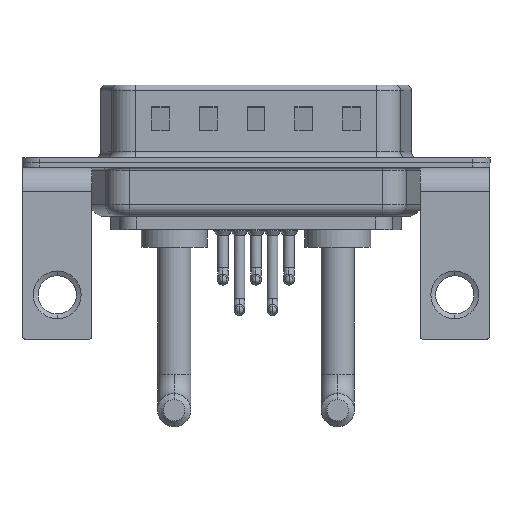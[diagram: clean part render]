
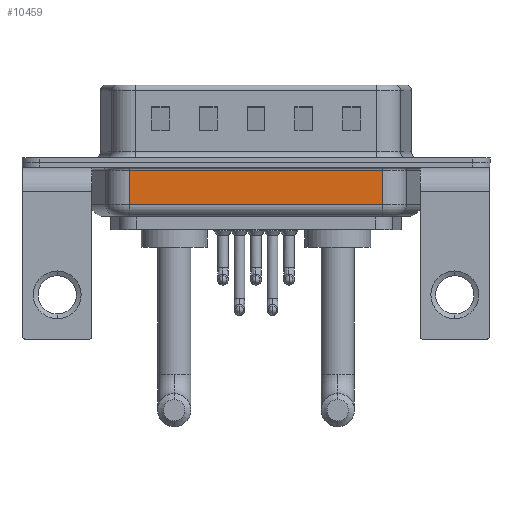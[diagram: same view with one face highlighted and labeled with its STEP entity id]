
A CAD part, front view. The second image highlights one B-rep face of the part: STEP entity #10459.
In plain terms, the highlighted planar face has unit normal (0, -1, 0).
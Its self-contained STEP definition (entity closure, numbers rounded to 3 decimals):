
#351 = CARTESIAN_POINT ( 'NONE',  ( 27.269, -5.35, -4.5 ) ) ;
#1342 = LINE ( 'NONE', #21078, #15341 ) ;
#2668 = FACE_OUTER_BOUND ( 'NONE', #18319, .T. ) ;
#3005 = ORIENTED_EDGE ( 'NONE', *, *, #19142, .F. ) ;
#3427 = ORIENTED_EDGE ( 'NONE', *, *, #7037, .T. ) ;
#4059 = EDGE_CURVE ( 'NONE', #15310, #14975, #14089, .T. ) ;
#4102 = DIRECTION ( 'NONE',  ( 0., 1., 0. ) ) ;
#4754 = VECTOR ( 'NONE', #16825, 1000. ) ;
#6055 = DIRECTION ( 'NONE',  ( -1., 0., 0. ) ) ;
#6945 = LINE ( 'NONE', #351, #4754 ) ;
#7037 = EDGE_CURVE ( 'NONE', #14975, #17208, #6945, .T. ) ;
#7482 = CARTESIAN_POINT ( 'NONE',  ( 6.031, -5.35, -4.5 ) ) ;
#7710 = PLANE ( 'NONE',  #17149 ) ;
#8479 = LINE ( 'NONE', #13332, #16651 ) ;
#8687 = EDGE_CURVE ( 'NONE', #17208, #18228, #1342, .T. ) ;
#9353 = DIRECTION ( 'NONE',  ( 0., 0., 1. ) ) ;
#9951 = VECTOR ( 'NONE', #14188, 1000. ) ;
#10459 = ADVANCED_FACE ( 'NONE', ( #2668 ), #7710, .F. ) ;
#12924 = ORIENTED_EDGE ( 'NONE', *, *, #8687, .T. ) ;
#13332 = CARTESIAN_POINT ( 'NONE',  ( 6.031, -5.35, -4.5 ) ) ;
#14089 = LINE ( 'NONE', #15832, #9951 ) ;
#14148 = CARTESIAN_POINT ( 'NONE',  ( 6.031, -5.35, -3.5 ) ) ;
#14188 = DIRECTION ( 'NONE',  ( 1., 0., 0. ) ) ;
#14506 = CARTESIAN_POINT ( 'NONE',  ( 27.269, -5.35, -3.5 ) ) ;
#14975 = VERTEX_POINT ( 'NONE', #14506 ) ;
#15188 = DIRECTION ( 'NONE',  ( 0., 0., 1. ) ) ;
#15310 = VERTEX_POINT ( 'NONE', #14148 ) ;
#15341 = VECTOR ( 'NONE', #6055, 1000. ) ;
#15755 = ORIENTED_EDGE ( 'NONE', *, *, #4059, .T. ) ;
#15832 = CARTESIAN_POINT ( 'NONE',  ( 6.031, -5.35, -3.5 ) ) ;
#16651 = VECTOR ( 'NONE', #15188, 1000. ) ;
#16825 = DIRECTION ( 'NONE',  ( 0., 0., 1. ) ) ;
#16948 = CARTESIAN_POINT ( 'NONE',  ( 27.269, -5.35, -0.65 ) ) ;
#17149 = AXIS2_PLACEMENT_3D ( 'NONE', #7482, #4102, #9353 ) ;
#17208 = VERTEX_POINT ( 'NONE', #16948 ) ;
#17228 = CARTESIAN_POINT ( 'NONE',  ( 6.031, -5.35, -0.65 ) ) ;
#18228 = VERTEX_POINT ( 'NONE', #17228 ) ;
#18319 = EDGE_LOOP ( 'NONE', ( #3005, #15755, #3427, #12924 ) ) ;
#19142 = EDGE_CURVE ( 'NONE', #15310, #18228, #8479, .T. ) ;
#21078 = CARTESIAN_POINT ( 'NONE',  ( 6.031, -5.35, -0.65 ) ) ;
